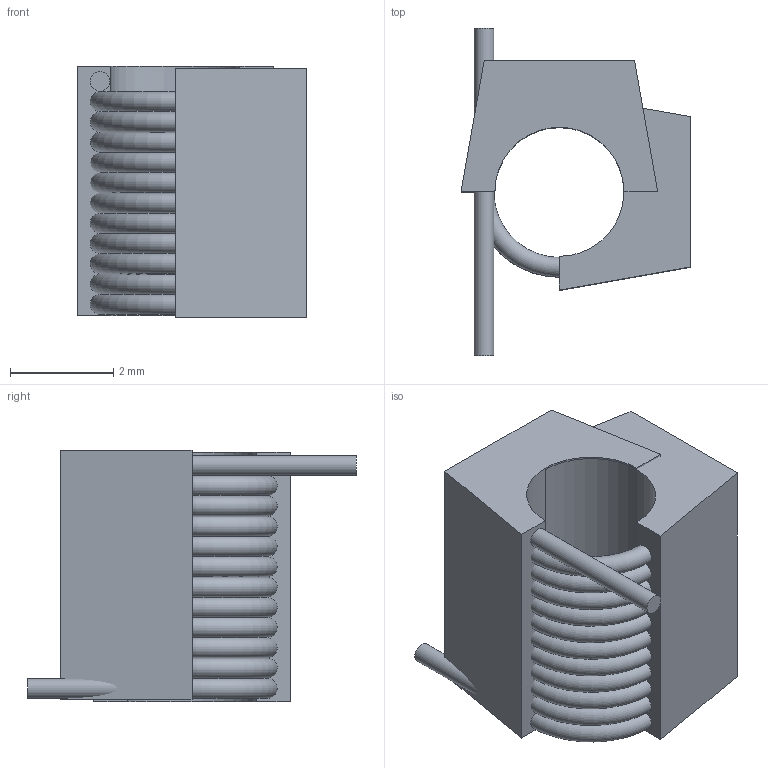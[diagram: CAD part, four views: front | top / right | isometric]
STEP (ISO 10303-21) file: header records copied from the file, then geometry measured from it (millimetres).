
FILE_DESCRIPTION( ( 'Unknown' ), '1' );
FILE_NAME( '293Axxx.stp', 'Unknown', ( 'Unknown' ), ( 'Unknown' ), 'PSStep 14.0', 'Unknown', ' ' );
FILE_SCHEMA( ( 'AUTOMOTIVE_DESIGN { 1 0 10303 214 1 1 1 1 }' ) );
Length unit declared in the file: millimetre
Products named in the file (3): Assem1; coil; cap
Bounding box: 4.46 x 6.36 x 4.87 mm (x, y, z)
Volume: 83.4 mm3; surface area: 410.3 mm2
Topology: 4 solids, 4 shells, 72 faces, 142 edges, 78 vertices
Faces by surface type: torus 24, bspline 24, plane 18, cylinder 6
Full cylindrical faces by diameter (mm): 0.38 x4
Entity records: 2724 total; most frequent: CARTESIAN_POINT 1791, DIRECTION 128, ORIENTED_EDGE 90, FACE_OUTER_BOUND 62, EDGE_LOOP 62, AXIS2_PLACEMENT_3D 56, EDGE_CURVE 45, VERTEX_POINT 39
